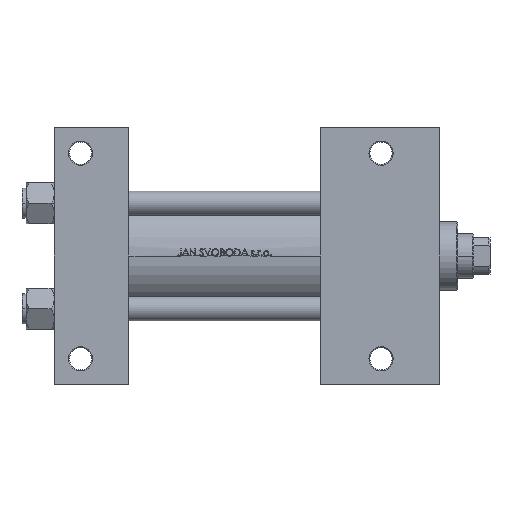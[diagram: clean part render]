
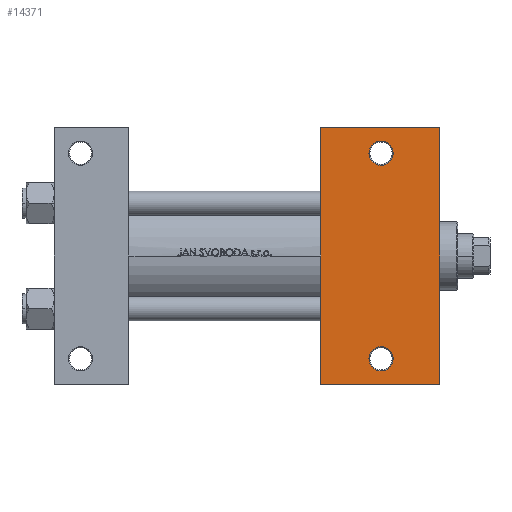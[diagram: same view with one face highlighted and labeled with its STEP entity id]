
A CAD part, front view. The second image highlights one B-rep face of the part: STEP entity #14371.
In plain terms, the highlighted face is planar.
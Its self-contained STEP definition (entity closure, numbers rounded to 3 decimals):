
#34 = CARTESIAN_POINT ( 'NONE',  ( 191., 37.5, -37.5 ) ) ;
#520 = VERTEX_POINT ( 'NONE', #23660 ) ;
#1561 = EDGE_CURVE ( 'NONE', #30480, #27131, #41069, .T. ) ;
#1565 = EDGE_CURVE ( 'NONE', #4751, #21377, #37622, .T. ) ;
#2417 = EDGE_CURVE ( 'NONE', #520, #26001, #3513, .T. ) ;
#2493 = DIRECTION ( 'NONE',  ( 0., 0., 1. ) ) ;
#2965 = DIRECTION ( 'NONE',  ( 0., -1., 0. ) ) ;
#3513 = LINE ( 'NONE', #34, #23348 ) ;
#4072 = DIRECTION ( 'NONE',  ( 0., 0., -1. ) ) ;
#4751 = VERTEX_POINT ( 'NONE', #34241 ) ;
#5462 = CARTESIAN_POINT ( 'NONE',  ( 191., -63.5, -37.5 ) ) ;
#6477 = EDGE_LOOP ( 'NONE', ( #48175, #16498, #44728, #12530 ) ) ;
#6652 = CARTESIAN_POINT ( 'NONE',  ( 156.001, 51., -37.5 ) ) ;
#6855 = DIRECTION ( 'NONE',  ( 0., 0., 1. ) ) ;
#6942 = DIRECTION ( 'NONE',  ( -1., 0., 0. ) ) ;
#7284 = ORIENTED_EDGE ( 'NONE', *, *, #8118, .T. ) ;
#7326 = CIRCLE ( 'NONE', #39187, 5.999 ) ;
#7763 = LINE ( 'NONE', #37659, #41004 ) ;
#8118 = EDGE_CURVE ( 'NONE', #39612, #44393, #21939, .T. ) ;
#8500 = VECTOR ( 'NONE', #12374, 1000. ) ;
#8786 = ORIENTED_EDGE ( 'NONE', *, *, #17871, .T. ) ;
#10635 = ORIENTED_EDGE ( 'NONE', *, *, #1565, .T. ) ;
#11037 = PLANE ( 'NONE',  #26628 ) ;
#11491 = DIRECTION ( 'NONE',  ( 1., 0., 0. ) ) ;
#12374 = DIRECTION ( 'NONE',  ( -1., 0., 0. ) ) ;
#12530 = ORIENTED_EDGE ( 'NONE', *, *, #24007, .T. ) ;
#13746 = VECTOR ( 'NONE', #2965, 1000. ) ;
#14371 = ADVANCED_FACE ( 'NONE', ( #42416, #15009, #41676 ), #11037, .T. ) ;
#15009 = FACE_BOUND ( 'NONE', #23284, .T. ) ;
#16222 = CARTESIAN_POINT ( 'NONE',  ( 168., 51., -37.5 ) ) ;
#16406 = EDGE_CURVE ( 'NONE', #30480, #520, #7763, .T. ) ;
#16498 = ORIENTED_EDGE ( 'NONE', *, *, #16406, .T. ) ;
#17814 = CARTESIAN_POINT ( 'NONE',  ( 162., 51., -37.5 ) ) ;
#17871 = EDGE_CURVE ( 'NONE', #21377, #4751, #37883, .T. ) ;
#18372 = CARTESIAN_POINT ( 'NONE',  ( 132., -63.5, -37.5 ) ) ;
#18758 = AXIS2_PLACEMENT_3D ( 'NONE', #28781, #24796, #40238 ) ;
#21377 = VERTEX_POINT ( 'NONE', #40201 ) ;
#21939 = CIRCLE ( 'NONE', #18758, 5.999 ) ;
#23284 = EDGE_LOOP ( 'NONE', ( #8786, #10635 ) ) ;
#23313 = AXIS2_PLACEMENT_3D ( 'NONE', #45278, #41306, #6942 ) ;
#23348 = VECTOR ( 'NONE', #33908, 1000. ) ;
#23489 = DIRECTION ( 'NONE',  ( -1., 0., 0. ) ) ;
#23660 = CARTESIAN_POINT ( 'NONE',  ( 191., 63.5, -37.5 ) ) ;
#24007 = EDGE_CURVE ( 'NONE', #26001, #27131, #28564, .T. ) ;
#24796 = DIRECTION ( 'NONE',  ( 0., 0., 1. ) ) ;
#26001 = VERTEX_POINT ( 'NONE', #5462 ) ;
#26628 = AXIS2_PLACEMENT_3D ( 'NONE', #30236, #4072, #23489 ) ;
#27131 = VERTEX_POINT ( 'NONE', #18372 ) ;
#27825 = CARTESIAN_POINT ( 'NONE',  ( 132., -63.5, -37.5 ) ) ;
#28564 = LINE ( 'NONE', #27825, #8500 ) ;
#28781 = CARTESIAN_POINT ( 'NONE',  ( 162., 51., -37.5 ) ) ;
#29532 = DIRECTION ( 'NONE',  ( -1., 0., 0. ) ) ;
#30236 = CARTESIAN_POINT ( 'NONE',  ( 191., 37.5, -37.5 ) ) ;
#30480 = VERTEX_POINT ( 'NONE', #38531 ) ;
#30738 = AXIS2_PLACEMENT_3D ( 'NONE', #36635, #2493, #36144 ) ;
#33908 = DIRECTION ( 'NONE',  ( 0., -1., 0. ) ) ;
#34241 = CARTESIAN_POINT ( 'NONE',  ( 168., -51., -37.5 ) ) ;
#35449 = ORIENTED_EDGE ( 'NONE', *, *, #44920, .T. ) ;
#36144 = DIRECTION ( 'NONE',  ( -1., 0., 0. ) ) ;
#36635 = CARTESIAN_POINT ( 'NONE',  ( 162., -51., -37.5 ) ) ;
#37622 = CIRCLE ( 'NONE', #23313, 5.999 ) ;
#37659 = CARTESIAN_POINT ( 'NONE',  ( 132., 63.5, -37.5 ) ) ;
#37883 = CIRCLE ( 'NONE', #30738, 5.999 ) ;
#38531 = CARTESIAN_POINT ( 'NONE',  ( 132., 63.5, -37.5 ) ) ;
#39187 = AXIS2_PLACEMENT_3D ( 'NONE', #17814, #6855, #29532 ) ;
#39612 = VERTEX_POINT ( 'NONE', #16222 ) ;
#40201 = CARTESIAN_POINT ( 'NONE',  ( 156.001, -51., -37.5 ) ) ;
#40238 = DIRECTION ( 'NONE',  ( -1., 0., 0. ) ) ;
#41004 = VECTOR ( 'NONE', #11491, 1000. ) ;
#41069 = LINE ( 'NONE', #45035, #13746 ) ;
#41306 = DIRECTION ( 'NONE',  ( 0., 0., 1. ) ) ;
#41676 = FACE_OUTER_BOUND ( 'NONE', #6477, .T. ) ;
#42416 = FACE_BOUND ( 'NONE', #48121, .T. ) ;
#44393 = VERTEX_POINT ( 'NONE', #6652 ) ;
#44728 = ORIENTED_EDGE ( 'NONE', *, *, #2417, .T. ) ;
#44920 = EDGE_CURVE ( 'NONE', #44393, #39612, #7326, .T. ) ;
#45035 = CARTESIAN_POINT ( 'NONE',  ( 132., 37.5, -37.5 ) ) ;
#45278 = CARTESIAN_POINT ( 'NONE',  ( 162., -51., -37.5 ) ) ;
#48121 = EDGE_LOOP ( 'NONE', ( #35449, #7284 ) ) ;
#48175 = ORIENTED_EDGE ( 'NONE', *, *, #1561, .F. ) ;
